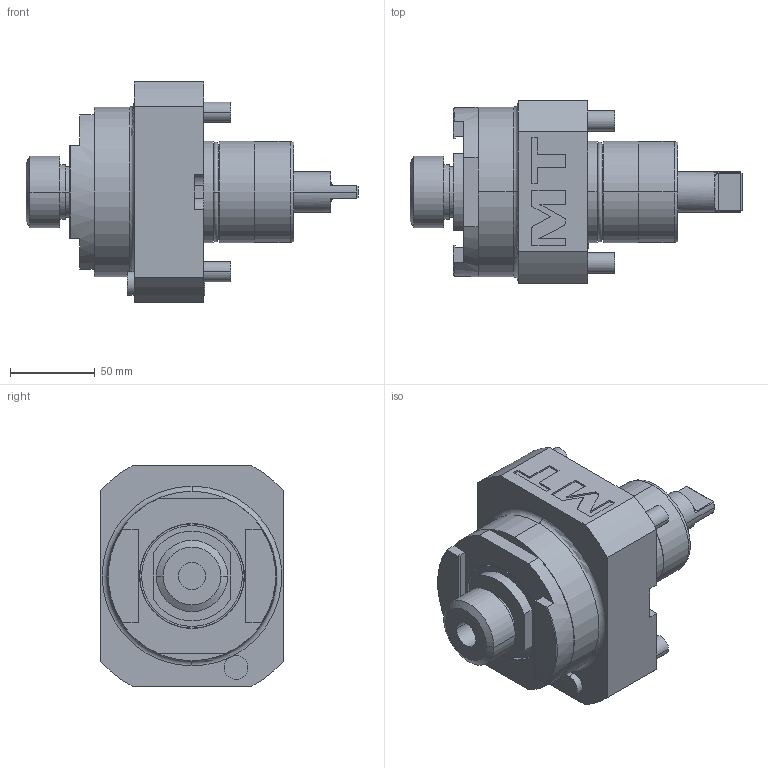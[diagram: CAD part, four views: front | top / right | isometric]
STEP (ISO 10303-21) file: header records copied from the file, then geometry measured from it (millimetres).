
FILE_DESCRIPTION((''),'2;1');
FILE_NAME('MNL0770125_CONF','2023-02-09T10:36:13',('sterribile'),('M.T. srl'),'CREO PARAMETRIC BY PTC INC, 2021072','CREO PARAMETRIC BY PTC INC, 2021072','');
FILE_SCHEMA(('CONFIG_CONTROL_DESIGN'));
Length unit declared in the file: millimetre
Products named in the file (1): MNL0770125_CONF
Bounding box: 195.86 x 108 x 130 mm (x, y, z)
Volume: 1012962.2 mm3; surface area: 91137.8 mm2
Topology: 1 solids, 1 shells, 202 faces, 503 edges, 332 vertices
Faces by surface type: plane 116, cylinder 64, cone 10, torus 8, extrusion 4
Entity records: 6149 total; most frequent: CARTESIAN_POINT 1167, DIRECTION 1042, ORIENTED_EDGE 1006, EDGE_CURVE 503, AXIS2_PLACEMENT_3D 362, VERTEX_POINT 332, VECTOR 318, LINE 314
